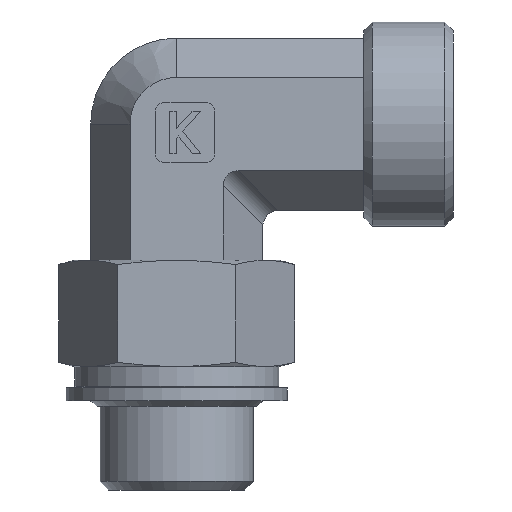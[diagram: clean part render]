
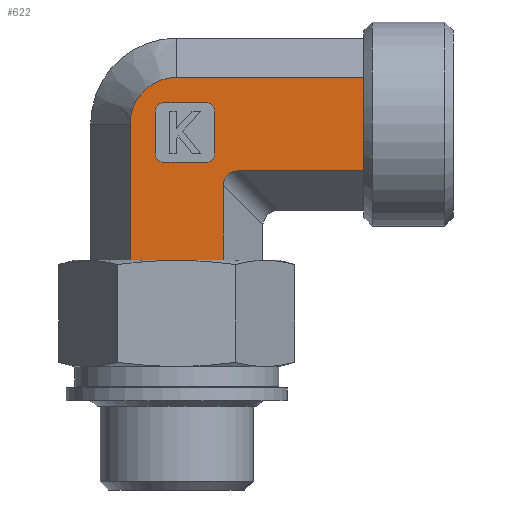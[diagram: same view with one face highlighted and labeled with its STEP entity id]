
A CAD part, left-side view. The second image highlights one B-rep face of the part: STEP entity #622.
In plain terms, the highlighted planar face has unit normal (-1, 0, 0).
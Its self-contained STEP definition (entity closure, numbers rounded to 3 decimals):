
#412=CARTESIAN_POINT('',(-9.5,-5.485,2.));
#413=VERTEX_POINT('',#412);
#420=CARTESIAN_POINT('',(-9.5,5.485,2.));
#421=VERTEX_POINT('',#420);
#422=CARTESIAN_POINT('',(-9.5,5.485,2.));
#423=DIRECTION('',(0.0,-1.0,0.0));
#424=VECTOR('',#423,10.97);
#425=LINE('',#422,#424);
#426=EDGE_CURVE('',#421,#413,#425,.T.);
#470=CARTESIAN_POINT('',(-9.5,5.485,18.));
#471=VERTEX_POINT('',#470);
#472=CARTESIAN_POINT('',(-9.5,5.485,2.));
#473=DIRECTION('',(0.0,0.0,1.0));
#474=VECTOR('',#473,16.);
#475=LINE('',#472,#474);
#476=EDGE_CURVE('',#421,#471,#475,.T.);
#495=CARTESIAN_POINT('',(-9.5,-5.485,0.0));
#496=DIRECTION('',(-1.0,0.0,0.0));
#497=DIRECTION('',(0.0,0.0,1.0));
#498=AXIS2_PLACEMENT_3D('',#495,#496,#497);
#499=PLANE('',#498);
#500=ORIENTED_EDGE('',*,*,#426,.T.);
#501=CARTESIAN_POINT('',(-9.5,-5.485,10.783));
#502=VERTEX_POINT('',#501);
#503=CARTESIAN_POINT('',(-9.5,-5.485,2.));
#504=DIRECTION('',(0.0,0.0,1.0));
#505=VECTOR('',#504,8.783);
#506=LINE('',#503,#505);
#507=EDGE_CURVE('',#413,#502,#506,.T.);
#508=ORIENTED_EDGE('',*,*,#507,.T.);
#509=CARTESIAN_POINT('',(-9.5,-7.217,12.515));
#510=VERTEX_POINT('',#509);
#511=CARTESIAN_POINT('',(-9.5,-7.794,10.206));
#512=DIRECTION('',(-1.0,0.0,0.0));
#513=DIRECTION('',(0.0,0.707,0.707));
#514=AXIS2_PLACEMENT_3D('',#511,#512,#513);
#515=ELLIPSE('',#514,2.582,2.0);
#516=EDGE_CURVE('',#510,#502,#515,.T.);
#517=ORIENTED_EDGE('',*,*,#516,.F.);
#518=CARTESIAN_POINT('',(-9.5,-22.,12.515));
#519=VERTEX_POINT('',#518);
#520=CARTESIAN_POINT('',(-9.5,-7.217,12.515));
#521=DIRECTION('',(0.0,-1.0,0.0));
#522=VECTOR('',#521,14.783);
#523=LINE('',#520,#522);
#524=EDGE_CURVE('',#510,#519,#523,.T.);
#525=ORIENTED_EDGE('',*,*,#524,.T.);
#526=CARTESIAN_POINT('',(-9.5,-22.,23.485));
#527=VERTEX_POINT('',#526);
#528=CARTESIAN_POINT('',(-9.5,-22.,12.515));
#529=DIRECTION('',(0.0,0.0,1.0));
#530=VECTOR('',#529,10.97);
#531=LINE('',#528,#530);
#532=EDGE_CURVE('',#519,#527,#531,.T.);
#533=ORIENTED_EDGE('',*,*,#532,.T.);
#534=CARTESIAN_POINT('',(-9.5,0.,23.485));
#535=VERTEX_POINT('',#534);
#536=CARTESIAN_POINT('',(-9.5,0.,23.485));
#537=DIRECTION('',(0.0,-1.0,0.0));
#538=VECTOR('',#537,22.0);
#539=LINE('',#536,#538);
#540=EDGE_CURVE('',#535,#527,#539,.T.);
#541=ORIENTED_EDGE('',*,*,#540,.F.);
#542=CARTESIAN_POINT('',(-9.5,0.,18.));
#543=DIRECTION('',(-1.0,0.0,0.0));
#544=DIRECTION('',(0.0,0.0,1.0));
#545=AXIS2_PLACEMENT_3D('',#542,#543,#544);
#546=CIRCLE('',#545,5.485);
#547=EDGE_CURVE('',#535,#471,#546,.T.);
#548=ORIENTED_EDGE('',*,*,#547,.T.);
#549=ORIENTED_EDGE('',*,*,#476,.F.);
#550=EDGE_LOOP('',(#500,#508,#517,#525,#533,#541,#548,#549));
#551=FACE_OUTER_BOUND('',#550,.T.);
#552=CARTESIAN_POINT('',(-9.5,-3.5,13.5));
#553=VERTEX_POINT('',#552);
#554=CARTESIAN_POINT('',(-9.5,1.5,13.5));
#555=VERTEX_POINT('',#554);
#556=CARTESIAN_POINT('',(-9.5,-3.5,13.5));
#557=DIRECTION('',(0.0,1.0,0.0));
#558=VECTOR('',#557,5.);
#559=LINE('',#556,#558);
#560=EDGE_CURVE('',#553,#555,#559,.T.);
#561=ORIENTED_EDGE('',*,*,#560,.T.);
#562=CARTESIAN_POINT('',(-9.5,2.5,14.5));
#563=VERTEX_POINT('',#562);
#564=CARTESIAN_POINT('',(-9.5,1.5,14.5));
#565=DIRECTION('',(-1.0,0.0,0.0));
#566=DIRECTION('',(0.0,0.707,-0.707));
#567=AXIS2_PLACEMENT_3D('',#564,#565,#566);
#568=CIRCLE('',#567,1.0);
#569=EDGE_CURVE('',#563,#555,#568,.T.);
#570=ORIENTED_EDGE('',*,*,#569,.F.);
#571=CARTESIAN_POINT('',(-9.5,2.5,19.5));
#572=VERTEX_POINT('',#571);
#573=CARTESIAN_POINT('',(-9.5,2.5,14.5));
#574=DIRECTION('',(0.0,0.0,1.0));
#575=VECTOR('',#574,5.);
#576=LINE('',#573,#575);
#577=EDGE_CURVE('',#563,#572,#576,.T.);
#578=ORIENTED_EDGE('',*,*,#577,.T.);
#579=CARTESIAN_POINT('',(-9.5,1.5,20.5));
#580=VERTEX_POINT('',#579);
#581=CARTESIAN_POINT('',(-9.5,1.5,19.5));
#582=DIRECTION('',(-1.0,0.0,0.0));
#583=DIRECTION('',(0.0,0.707,0.707));
#584=AXIS2_PLACEMENT_3D('',#581,#582,#583);
#585=CIRCLE('',#584,1.0);
#586=EDGE_CURVE('',#580,#572,#585,.T.);
#587=ORIENTED_EDGE('',*,*,#586,.F.);
#588=CARTESIAN_POINT('',(-9.5,-3.5,20.5));
#589=VERTEX_POINT('',#588);
#590=CARTESIAN_POINT('',(-9.5,1.5,20.5));
#591=DIRECTION('',(0.0,-1.0,0.0));
#592=VECTOR('',#591,5.);
#593=LINE('',#590,#592);
#594=EDGE_CURVE('',#580,#589,#593,.T.);
#595=ORIENTED_EDGE('',*,*,#594,.T.);
#596=CARTESIAN_POINT('',(-9.5,-4.5,19.5));
#597=VERTEX_POINT('',#596);
#598=CARTESIAN_POINT('',(-9.5,-3.5,19.5));
#599=DIRECTION('',(-1.0,0.0,0.0));
#600=DIRECTION('',(0.0,-0.707,0.707));
#601=AXIS2_PLACEMENT_3D('',#598,#599,#600);
#602=CIRCLE('',#601,1.0);
#603=EDGE_CURVE('',#597,#589,#602,.T.);
#604=ORIENTED_EDGE('',*,*,#603,.F.);
#605=CARTESIAN_POINT('',(-9.5,-4.5,14.5));
#606=VERTEX_POINT('',#605);
#607=CARTESIAN_POINT('',(-9.5,-4.5,19.5));
#608=DIRECTION('',(0.0,0.0,-1.0));
#609=VECTOR('',#608,5.);
#610=LINE('',#607,#609);
#611=EDGE_CURVE('',#597,#606,#610,.T.);
#612=ORIENTED_EDGE('',*,*,#611,.T.);
#613=CARTESIAN_POINT('',(-9.5,-3.5,14.5));
#614=DIRECTION('',(-1.0,0.0,0.0));
#615=DIRECTION('',(0.0,-0.707,-0.707));
#616=AXIS2_PLACEMENT_3D('',#613,#614,#615);
#617=CIRCLE('',#616,1.0);
#618=EDGE_CURVE('',#553,#606,#617,.T.);
#619=ORIENTED_EDGE('',*,*,#618,.F.);
#620=EDGE_LOOP('',(#561,#570,#578,#587,#595,#604,#612,#619));
#621=FACE_BOUND('',#620,.T.);
#622=ADVANCED_FACE('',(#551,#621),#499,.T.);
